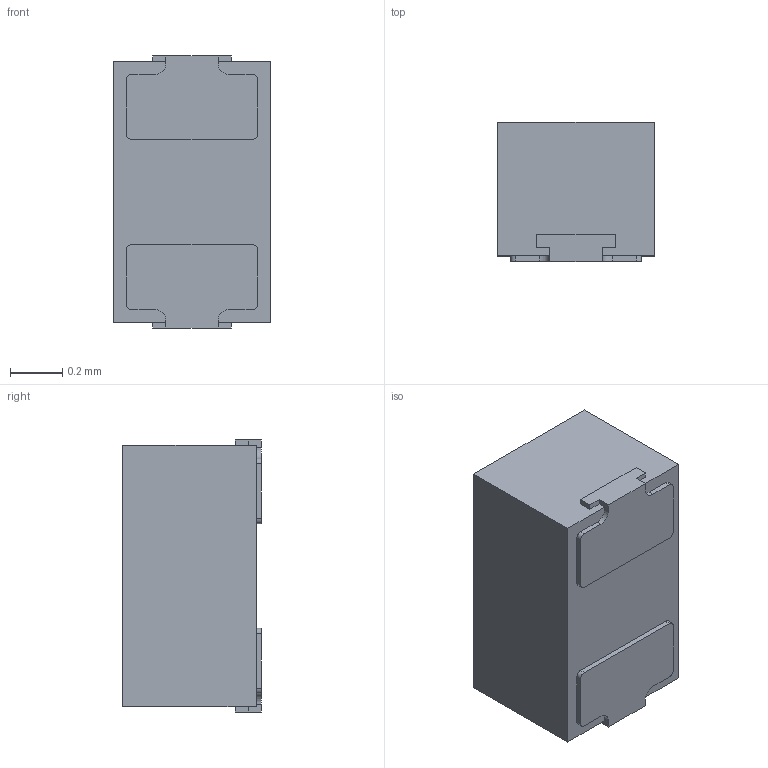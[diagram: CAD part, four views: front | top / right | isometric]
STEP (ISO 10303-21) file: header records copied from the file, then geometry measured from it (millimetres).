
FILE_DESCRIPTION(/* description */ (''),/* implementation_level */ '2;1');
FILE_NAME(/* name */ '',/* time_stamp */ '',/* author */ (''),/* organization */ (''),/* preprocessor_version */ '',/* originating_system */ '',/* authorisation */ '');
FILE_SCHEMA (('AUTOMOTIVE_DESIGN { 1 0 10303 214 3 1 1 }'));
Length unit declared in the file: millimetre
Products named in the file (1): SOD-882
Bounding box: 0.6 x 0.53 x 1.04 mm (x, y, z)
Volume: 0.3 mm3; surface area: 2.9 mm2
Topology: 1 solids, 1 shells, 299 faces, 819 edges, 546 vertices
Faces by surface type: plane 148, bspline 139, cylinder 12
Entity records: 10452 total; most frequent: CARTESIAN_POINT 3232, ORIENTED_EDGE 1638, DIRECTION 1047, EDGE_CURVE 819, VERTEX_POINT 546, LINE 517, VECTOR 517, EDGE_LOOP 323
